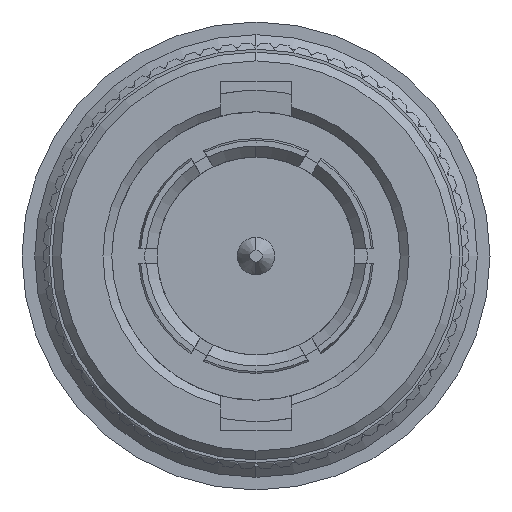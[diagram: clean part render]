
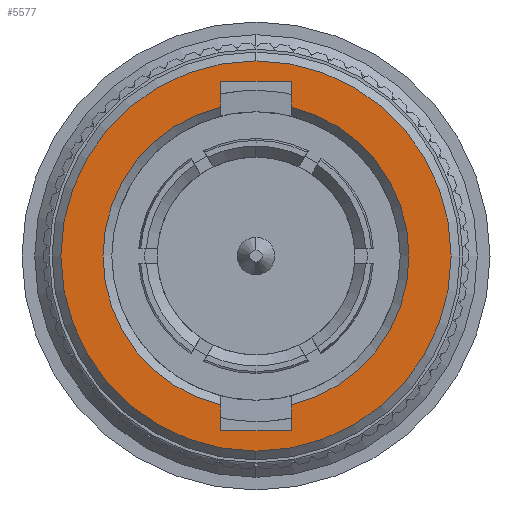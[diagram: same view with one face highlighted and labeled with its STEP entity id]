
A CAD part, left-side view. The second image highlights one B-rep face of the part: STEP entity #5577.
In plain terms, the highlighted planar face has unit normal (-1, 0, 0).
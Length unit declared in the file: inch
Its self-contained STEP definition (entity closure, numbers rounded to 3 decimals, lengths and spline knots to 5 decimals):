
#216 = DIRECTION ( 'NONE',  ( -1., 0., 0. ) ) ;
#274 = VERTEX_POINT ( 'NONE', #12202 ) ;
#610 = CIRCLE ( 'NONE', #14360, 0.26181 ) ;
#756 = DIRECTION ( 'NONE',  ( 0., 0., -1. ) ) ;
#759 = VERTEX_POINT ( 'NONE', #8895 ) ;
#790 = VERTEX_POINT ( 'NONE', #2864 ) ;
#849 = CARTESIAN_POINT ( 'NONE',  ( -0.0728, -0.04724, 0. ) ) ;
#1151 = VERTEX_POINT ( 'NONE', #11054 ) ;
#1210 = ORIENTED_EDGE ( 'NONE', *, *, #7635, .T. ) ;
#1215 = VERTEX_POINT ( 'NONE', #4254 ) ;
#1476 = ORIENTED_EDGE ( 'NONE', *, *, #6279, .T. ) ;
#1540 = CIRCLE ( 'NONE', #5552, 0.20531 ) ;
#1561 = EDGE_CURVE ( 'NONE', #274, #8454, #12567, .T. ) ;
#1840 = CARTESIAN_POINT ( 'NONE',  ( -0.0728, 0., 0.23425 ) ) ;
#2027 = LINE ( 'NONE', #849, #10387 ) ;
#2107 = DIRECTION ( 'NONE',  ( 0., 0., -1. ) ) ;
#2564 = ORIENTED_EDGE ( 'NONE', *, *, #7642, .T. ) ;
#2627 = EDGE_LOOP ( 'NONE', ( #11095, #5781, #1476, #1210, #3468, #7037, #5024, #2564 ) ) ;
#2713 = DIRECTION ( 'NONE',  ( 0., 0., 1. ) ) ;
#2730 = DIRECTION ( 'NONE',  ( 0., 0., 1. ) ) ;
#2864 = CARTESIAN_POINT ( 'NONE',  ( -0.0728, 0.04724, -0.23425 ) ) ;
#2925 = CARTESIAN_POINT ( 'NONE',  ( -0.0728, 0., 0. ) ) ;
#3106 = CARTESIAN_POINT ( 'NONE',  ( -0.0728, -0.04724, 0. ) ) ;
#3365 = VERTEX_POINT ( 'NONE', #8192 ) ;
#3403 = VECTOR ( 'NONE', #756, 39.37008 ) ;
#3468 = ORIENTED_EDGE ( 'NONE', *, *, #1561, .F. ) ;
#3796 = CARTESIAN_POINT ( 'NONE',  ( -0.0728, 0.04724, 0.19981 ) ) ;
#3913 = CARTESIAN_POINT ( 'NONE',  ( -0.0728, 0.04724, 0. ) ) ;
#4254 = CARTESIAN_POINT ( 'NONE',  ( -0.0728, 0., -0.26181 ) ) ;
#4266 = ORIENTED_EDGE ( 'NONE', *, *, #14577, .T. ) ;
#4366 = EDGE_CURVE ( 'NONE', #790, #5888, #14994, .T. ) ;
#4941 = DIRECTION ( 'NONE',  ( -1., 0., 0. ) ) ;
#5024 = ORIENTED_EDGE ( 'NONE', *, *, #10079, .T. ) ;
#5205 = FACE_BOUND ( 'NONE', #2627, .T. ) ;
#5486 = DIRECTION ( 'NONE',  ( 0., 0., 1. ) ) ;
#5552 = AXIS2_PLACEMENT_3D ( 'NONE', #8440, #13213, #2713 ) ;
#5577 = ADVANCED_FACE ( 'NONE', ( #5205, #9969 ), #10984, .T. ) ;
#5781 = ORIENTED_EDGE ( 'NONE', *, *, #11421, .T. ) ;
#5824 = CARTESIAN_POINT ( 'NONE',  ( -0.0728, -0.04724, -0.23425 ) ) ;
#5834 = CARTESIAN_POINT ( 'NONE',  ( -0.0728, 0.04724, 0.23425 ) ) ;
#5888 = VERTEX_POINT ( 'NONE', #5824 ) ;
#6033 = CARTESIAN_POINT ( 'NONE',  ( -0.0728, 0.04724, -0.19981 ) ) ;
#6121 = CARTESIAN_POINT ( 'NONE',  ( -0.0728, 0., 0. ) ) ;
#6279 = EDGE_CURVE ( 'NONE', #7751, #13518, #10106, .T. ) ;
#7037 = ORIENTED_EDGE ( 'NONE', *, *, #8027, .T. ) ;
#7340 = VECTOR ( 'NONE', #11233, 39.37008 ) ;
#7480 = DIRECTION ( 'NONE',  ( 0., 0., -1. ) ) ;
#7582 = ORIENTED_EDGE ( 'NONE', *, *, #14214, .T. ) ;
#7635 = EDGE_CURVE ( 'NONE', #13518, #8454, #10469, .T. ) ;
#7642 = EDGE_CURVE ( 'NONE', #759, #5888, #2027, .T. ) ;
#7700 = DIRECTION ( 'NONE',  ( -1., 0., 0. ) ) ;
#7751 = VERTEX_POINT ( 'NONE', #6033 ) ;
#7818 = CARTESIAN_POINT ( 'NONE',  ( -0.0728, 0.04724, 0. ) ) ;
#7907 = VECTOR ( 'NONE', #5486, 39.37008 ) ;
#8027 = EDGE_CURVE ( 'NONE', #274, #3365, #13812, .T. ) ;
#8192 = CARTESIAN_POINT ( 'NONE',  ( -0.0728, -0.04724, 0.19981 ) ) ;
#8356 = AXIS2_PLACEMENT_3D ( 'NONE', #2925, #7700, #14803 ) ;
#8440 = CARTESIAN_POINT ( 'NONE',  ( -0.0728, 0., 0. ) ) ;
#8454 = VERTEX_POINT ( 'NONE', #5834 ) ;
#8459 = CARTESIAN_POINT ( 'NONE',  ( -0.0728, 0., 0. ) ) ;
#8762 = VECTOR ( 'NONE', #9037, 39.37008 ) ;
#8895 = CARTESIAN_POINT ( 'NONE',  ( -0.0728, -0.04724, -0.19981 ) ) ;
#9037 = DIRECTION ( 'NONE',  ( 0., 1., 0. ) ) ;
#9111 = AXIS2_PLACEMENT_3D ( 'NONE', #8459, #14229, #11726 ) ;
#9969 = FACE_OUTER_BOUND ( 'NONE', #10771, .T. ) ;
#9993 = CARTESIAN_POINT ( 'NONE',  ( -0.0728, 0., -0.23425 ) ) ;
#10079 = EDGE_CURVE ( 'NONE', #3365, #759, #1540, .T. ) ;
#10106 = CIRCLE ( 'NONE', #9111, 0.20531 ) ;
#10387 = VECTOR ( 'NONE', #2107, 39.37008 ) ;
#10469 = LINE ( 'NONE', #7818, #7907 ) ;
#10771 = EDGE_LOOP ( 'NONE', ( #7582, #4266 ) ) ;
#10835 = VECTOR ( 'NONE', #2730, 39.37008 ) ;
#10984 = PLANE ( 'NONE',  #8356 ) ;
#11054 = CARTESIAN_POINT ( 'NONE',  ( -0.0728, 0., 0.26181 ) ) ;
#11095 = ORIENTED_EDGE ( 'NONE', *, *, #4366, .F. ) ;
#11233 = DIRECTION ( 'NONE',  ( 0., -1., 0. ) ) ;
#11421 = EDGE_CURVE ( 'NONE', #790, #7751, #13449, .T. ) ;
#11726 = DIRECTION ( 'NONE',  ( 0., 0., 1. ) ) ;
#11868 = CIRCLE ( 'NONE', #15364, 0.26181 ) ;
#12175 = CARTESIAN_POINT ( 'NONE',  ( -0.0728, 0., 0. ) ) ;
#12202 = CARTESIAN_POINT ( 'NONE',  ( -0.0728, -0.04724, 0.23425 ) ) ;
#12567 = LINE ( 'NONE', #1840, #8762 ) ;
#13213 = DIRECTION ( 'NONE',  ( 1., 0., 0. ) ) ;
#13449 = LINE ( 'NONE', #3913, #10835 ) ;
#13518 = VERTEX_POINT ( 'NONE', #3796 ) ;
#13812 = LINE ( 'NONE', #3106, #3403 ) ;
#14157 = DIRECTION ( 'NONE',  ( 0., 0., -1. ) ) ;
#14214 = EDGE_CURVE ( 'NONE', #1215, #1151, #610, .T. ) ;
#14229 = DIRECTION ( 'NONE',  ( 1., 0., 0. ) ) ;
#14360 = AXIS2_PLACEMENT_3D ( 'NONE', #6121, #4941, #14157 ) ;
#14577 = EDGE_CURVE ( 'NONE', #1151, #1215, #11868, .T. ) ;
#14803 = DIRECTION ( 'NONE',  ( 0., 0., 1. ) ) ;
#14994 = LINE ( 'NONE', #9993, #7340 ) ;
#15364 = AXIS2_PLACEMENT_3D ( 'NONE', #12175, #216, #7480 ) ;
